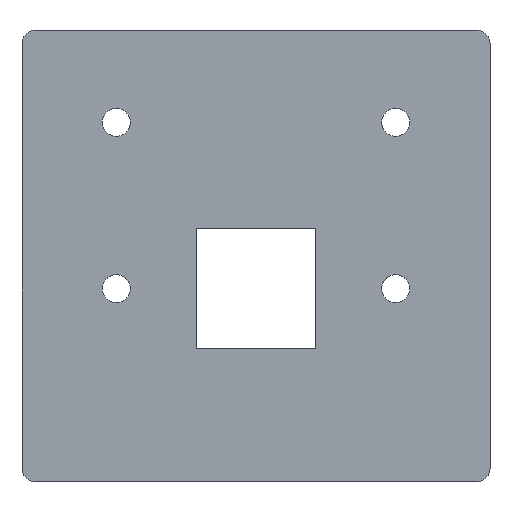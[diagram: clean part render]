
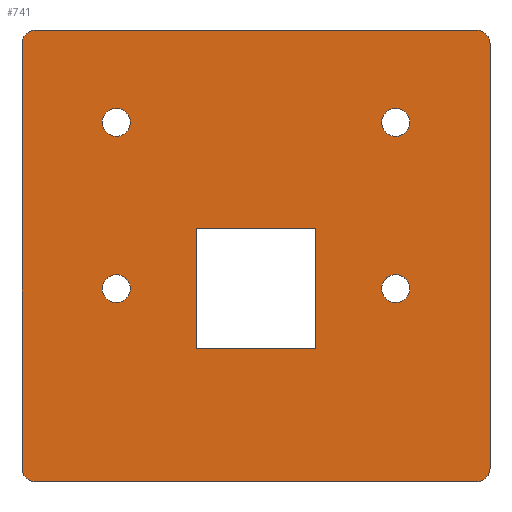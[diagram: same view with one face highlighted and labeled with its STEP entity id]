
A CAD part, top view. The second image highlights one B-rep face of the part: STEP entity #741.
In plain terms, the highlighted planar face has unit normal (0, 0, 1).
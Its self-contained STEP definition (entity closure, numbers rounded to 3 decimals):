
#15=FACE_BOUND('',#122,.T.);
#16=FACE_BOUND('',#123,.T.);
#17=FACE_BOUND('',#124,.T.);
#18=FACE_BOUND('',#125,.T.);
#19=FACE_BOUND('',#126,.T.);
#49=PLANE('',#811);
#85=FACE_OUTER_BOUND('',#121,.T.);
#121=EDGE_LOOP('',(#659,#660,#661,#662,#663,#664,#665,#666));
#122=EDGE_LOOP('',(#667,#668,#669,#670));
#123=EDGE_LOOP('',(#671));
#124=EDGE_LOOP('',(#672));
#125=EDGE_LOOP('',(#673));
#126=EDGE_LOOP('',(#674));
#141=LINE('',#1045,#225);
#147=LINE('',#1060,#231);
#149=LINE('',#1066,#233);
#203=LINE('',#1198,#287);
#206=LINE('',#1204,#290);
#209=LINE('',#1210,#293);
#212=LINE('',#1214,#296);
#214=LINE('',#1217,#298);
#225=VECTOR('',#841,10.);
#231=VECTOR('',#857,10.);
#233=VECTOR('',#865,10.);
#287=VECTOR('',#987,10.);
#290=VECTOR('',#992,10.);
#293=VECTOR('',#997,10.);
#296=VECTOR('',#1002,10.);
#298=VECTOR('',#1006,10.);
#299=CIRCLE('',#758,1.);
#304=CIRCLE('',#766,1.);
#305=CIRCLE('',#768,1.);
#306=CIRCLE('',#771,1.);
#311=CIRCLE('',#795,1.05);
#313=CIRCLE('',#798,1.05);
#315=CIRCLE('',#801,1.05);
#317=CIRCLE('',#804,1.05);
#319=VERTEX_POINT('',#1013);
#320=VERTEX_POINT('',#1014);
#333=VERTEX_POINT('',#1044);
#334=VERTEX_POINT('',#1048);
#335=VERTEX_POINT('',#1052);
#336=VERTEX_POINT('',#1053);
#337=VERTEX_POINT('',#1058);
#338=VERTEX_POINT('',#1062);
#375=VERTEX_POINT('',#1172);
#376=VERTEX_POINT('',#1177);
#377=VERTEX_POINT('',#1182);
#378=VERTEX_POINT('',#1187);
#381=VERTEX_POINT('',#1195);
#382=VERTEX_POINT('',#1197);
#384=VERTEX_POINT('',#1203);
#386=VERTEX_POINT('',#1209);
#387=EDGE_CURVE('',#319,#320,#299,.T.);
#402=EDGE_CURVE('',#333,#320,#141,.T.);
#404=EDGE_CURVE('',#333,#334,#304,.T.);
#406=EDGE_CURVE('',#335,#336,#305,.T.);
#410=EDGE_CURVE('',#335,#337,#147,.T.);
#411=EDGE_CURVE('',#338,#337,#306,.T.);
#413=EDGE_CURVE('',#338,#334,#149,.T.);
#465=EDGE_CURVE('',#375,#375,#311,.T.);
#468=EDGE_CURVE('',#376,#376,#313,.T.);
#471=EDGE_CURVE('',#377,#377,#315,.T.);
#474=EDGE_CURVE('',#378,#378,#317,.T.);
#479=EDGE_CURVE('',#382,#381,#203,.T.);
#482=EDGE_CURVE('',#384,#382,#206,.T.);
#485=EDGE_CURVE('',#386,#384,#209,.T.);
#488=EDGE_CURVE('',#381,#386,#212,.T.);
#490=EDGE_CURVE('',#319,#336,#214,.T.);
#659=ORIENTED_EDGE('',*,*,#387,.F.);
#660=ORIENTED_EDGE('',*,*,#490,.T.);
#661=ORIENTED_EDGE('',*,*,#406,.F.);
#662=ORIENTED_EDGE('',*,*,#410,.T.);
#663=ORIENTED_EDGE('',*,*,#411,.F.);
#664=ORIENTED_EDGE('',*,*,#413,.T.);
#665=ORIENTED_EDGE('',*,*,#404,.F.);
#666=ORIENTED_EDGE('',*,*,#402,.T.);
#667=ORIENTED_EDGE('',*,*,#488,.T.);
#668=ORIENTED_EDGE('',*,*,#485,.T.);
#669=ORIENTED_EDGE('',*,*,#482,.T.);
#670=ORIENTED_EDGE('',*,*,#479,.T.);
#671=ORIENTED_EDGE('',*,*,#474,.T.);
#672=ORIENTED_EDGE('',*,*,#471,.T.);
#673=ORIENTED_EDGE('',*,*,#468,.T.);
#674=ORIENTED_EDGE('',*,*,#465,.T.);
#741=ADVANCED_FACE('',(#85,#15,#16,#17,#18,#19),#49,.T.);
#758=AXIS2_PLACEMENT_3D('',#1015,#817,#818);
#766=AXIS2_PLACEMENT_3D('',#1049,#845,#846);
#768=AXIS2_PLACEMENT_3D('',#1054,#850,#851);
#771=AXIS2_PLACEMENT_3D('',#1063,#860,#861);
#795=AXIS2_PLACEMENT_3D('',#1173,#957,#958);
#798=AXIS2_PLACEMENT_3D('',#1178,#964,#965);
#801=AXIS2_PLACEMENT_3D('',#1183,#971,#972);
#804=AXIS2_PLACEMENT_3D('',#1188,#978,#979);
#811=AXIS2_PLACEMENT_3D('',#1218,#1007,#1008);
#817=DIRECTION('center_axis',(0.,0.,-1.));
#818=DIRECTION('ref_axis',(-0.707,-0.707,0.));
#841=DIRECTION('',(0.,-1.,0.));
#845=DIRECTION('center_axis',(0.,0.,-1.));
#846=DIRECTION('ref_axis',(-0.707,0.707,0.));
#850=DIRECTION('center_axis',(0.,0.,-1.));
#851=DIRECTION('ref_axis',(0.707,-0.707,0.));
#857=DIRECTION('',(0.,1.,0.));
#860=DIRECTION('center_axis',(0.,0.,-1.));
#861=DIRECTION('ref_axis',(0.707,0.707,0.));
#865=DIRECTION('',(-1.,0.,0.));
#957=DIRECTION('center_axis',(0.,0.,-1.));
#958=DIRECTION('ref_axis',(1.,0.,0.));
#964=DIRECTION('center_axis',(0.,0.,-1.));
#965=DIRECTION('ref_axis',(1.,0.,0.));
#971=DIRECTION('center_axis',(0.,0.,-1.));
#972=DIRECTION('ref_axis',(1.,0.,0.));
#978=DIRECTION('center_axis',(0.,0.,-1.));
#979=DIRECTION('ref_axis',(1.,0.,0.));
#987=DIRECTION('',(1.,0.,0.));
#992=DIRECTION('',(0.,1.,0.));
#997=DIRECTION('',(-1.,0.,0.));
#1002=DIRECTION('',(0.,-1.,0.));
#1006=DIRECTION('',(1.,0.,0.));
#1007=DIRECTION('center_axis',(0.,0.,1.));
#1008=DIRECTION('ref_axis',(1.,0.,0.));
#1013=CARTESIAN_POINT('',(-16.585,-16.96,1.8));
#1014=CARTESIAN_POINT('',(-17.585,-15.96,1.8));
#1015=CARTESIAN_POINT('Origin',(-16.585,-15.96,1.8));
#1044=CARTESIAN_POINT('',(-17.585,15.96,1.8));
#1045=CARTESIAN_POINT('',(-17.585,-16.96,1.8));
#1048=CARTESIAN_POINT('',(-16.585,16.96,1.8));
#1049=CARTESIAN_POINT('Origin',(-16.585,15.96,1.8));
#1052=CARTESIAN_POINT('',(17.585,-15.96,1.8));
#1053=CARTESIAN_POINT('',(16.585,-16.96,1.8));
#1054=CARTESIAN_POINT('Origin',(16.585,-15.96,1.8));
#1058=CARTESIAN_POINT('',(17.585,15.96,1.8));
#1060=CARTESIAN_POINT('',(17.585,16.96,1.8));
#1062=CARTESIAN_POINT('',(16.585,16.96,1.8));
#1063=CARTESIAN_POINT('Origin',(16.585,15.96,1.8));
#1066=CARTESIAN_POINT('',(-17.585,16.96,1.8));
#1172=CARTESIAN_POINT('',(-11.55,10.04,1.8));
#1173=CARTESIAN_POINT('Origin',(-10.5,10.04,1.8));
#1177=CARTESIAN_POINT('',(9.45,10.04,1.8));
#1178=CARTESIAN_POINT('Origin',(10.5,10.04,1.8));
#1182=CARTESIAN_POINT('',(9.45,-2.46,1.8));
#1183=CARTESIAN_POINT('Origin',(10.5,-2.46,1.8));
#1187=CARTESIAN_POINT('',(-11.55,-2.46,1.8));
#1188=CARTESIAN_POINT('Origin',(-10.5,-2.46,1.8));
#1195=CARTESIAN_POINT('',(4.5,2.04,1.8));
#1197=CARTESIAN_POINT('',(-4.5,2.04,1.8));
#1198=CARTESIAN_POINT('',(4.5,2.04,1.8));
#1203=CARTESIAN_POINT('',(-4.5,-6.96,1.8));
#1204=CARTESIAN_POINT('',(-4.5,2.04,1.8));
#1209=CARTESIAN_POINT('',(4.5,-6.96,1.8));
#1210=CARTESIAN_POINT('',(-4.5,-6.96,1.8));
#1214=CARTESIAN_POINT('',(4.5,-6.96,1.8));
#1217=CARTESIAN_POINT('',(17.585,-16.96,1.8));
#1218=CARTESIAN_POINT('Origin',(0.,0.,1.8));
